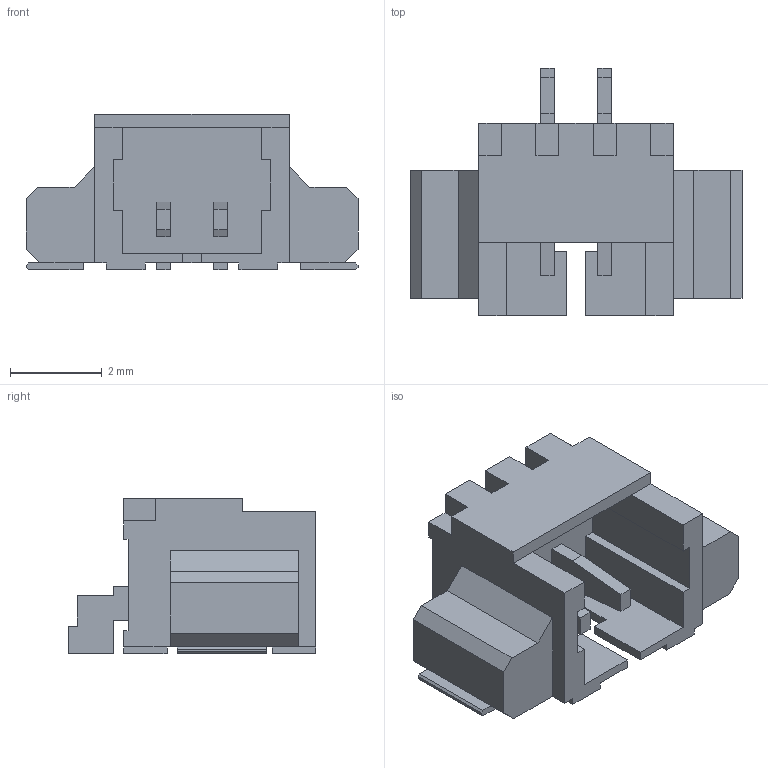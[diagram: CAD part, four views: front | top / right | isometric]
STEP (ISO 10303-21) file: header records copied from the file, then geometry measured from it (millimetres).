
FILE_DESCRIPTION( ( 'Unknown' ), '1' );
FILE_NAME( '653102131822.stp', 'Unknown', ( 'Unknown' ), ( 'Unknown' ), 'PSStep 14.0', 'Unknown', ' ' );
FILE_SCHEMA( ( 'AUTOMOTIVE_DESIGN { 1 0 10303 214 1 1 1 1 }' ) );
Length unit declared in the file: millimetre
Products named in the file (4): Assem1; 653102131822; 6531xx131822_PIN; 6531xx131822_PIN_FLANGE
Assembly tree (5 placements, depth 2):
  Assem1
    653102131822
    6531xx131822_PIN  x2
    6531xx131822_PIN_FLANGE  x2
Bounding box: 7.25 x 5.41 x 3.4 mm (x, y, z)
Volume: 44.2 mm3; surface area: 206.2 mm2
Topology: 5 solids, 5 shells, 164 faces, 452 edges, 298 vertices
Faces by surface type: plane 164
Entity records: 5446 total; most frequent: CARTESIAN_POINT 772, ORIENTED_EDGE 760, DIRECTION 664, EDGE_CURVE 380, LINE 380, VECTOR 380, VERTEX_POINT 250, AXIS2_PLACEMENT_3D 142
